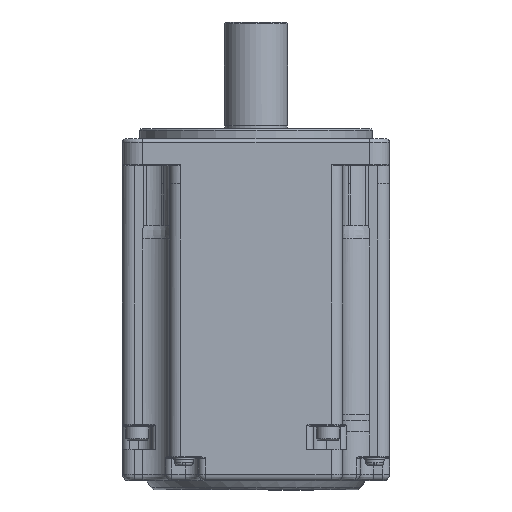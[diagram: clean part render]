
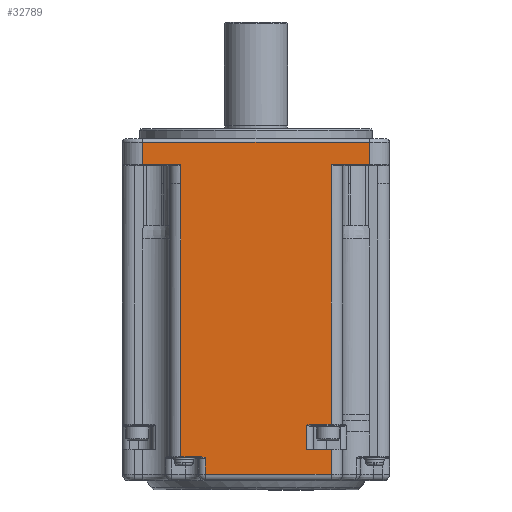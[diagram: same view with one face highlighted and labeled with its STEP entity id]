
A CAD part, front view. The second image highlights one B-rep face of the part: STEP entity #32789.
In plain terms, the highlighted planar face has unit normal (0, -1, 0).
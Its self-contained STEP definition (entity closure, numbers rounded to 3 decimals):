
#413=CARTESIAN_POINT('',(15.2,-40.,-96.));
#414=VERTEX_POINT('',#413);
#422=CARTESIAN_POINT('',(22.5,-40.,-96.));
#423=VERTEX_POINT('',#422);
#424=CARTESIAN_POINT('',(22.5,-40.,-96.));
#425=DIRECTION('',(-1.,0.,0.));
#426=VECTOR('',#425,7.3);
#427=LINE('',#424,#426);
#428=EDGE_CURVE('',#423,#414,#427,.T.);
#1259=CARTESIAN_POINT('',(-15.2,-40.,-103.5));
#1260=VERTEX_POINT('',#1259);
#1268=CARTESIAN_POINT('',(-15.2,-40.,-98.5));
#1269=VERTEX_POINT('',#1268);
#1270=CARTESIAN_POINT('',(-15.2,-40.,-98.5));
#1271=DIRECTION('',(0.,0.,-1.));
#1272=VECTOR('',#1271,5.);
#1273=LINE('',#1270,#1272);
#1274=EDGE_CURVE('',#1269,#1260,#1273,.T.);
#1334=CARTESIAN_POINT('',(22.5,-40.,-103.5));
#1335=VERTEX_POINT('',#1334);
#1343=CARTESIAN_POINT('',(-15.2,-40.,-103.5));
#1344=DIRECTION('',(1.,0.,0.));
#1345=VECTOR('',#1344,37.7);
#1346=LINE('',#1343,#1345);
#1347=EDGE_CURVE('',#1260,#1335,#1346,.T.);
#1357=CARTESIAN_POINT('',(22.5,-40.,-103.5));
#1358=DIRECTION('',(0.,0.,1.));
#1359=VECTOR('',#1358,7.5);
#1360=LINE('',#1357,#1359);
#1361=EDGE_CURVE('',#1335,#423,#1360,.T.);
#2992=CARTESIAN_POINT('',(15.2,-40.,-88.8));
#2993=VERTEX_POINT('',#2992);
#3014=CARTESIAN_POINT('',(15.2,-40.,-96.));
#3015=DIRECTION('',(0.,0.,1.));
#3016=VECTOR('',#3015,7.2);
#3017=LINE('',#3014,#3016);
#3018=EDGE_CURVE('',#414,#2993,#3017,.T.);
#31988=CARTESIAN_POINT('',(-22.5,-40.,-16.47));
#31989=VERTEX_POINT('',#31988);
#32004=CARTESIAN_POINT('',(-22.5,-40.,-98.25));
#32005=VERTEX_POINT('',#32004);
#32013=CARTESIAN_POINT('',(-22.5,-40.,-16.47));
#32014=DIRECTION('',(0.,0.,-1.));
#32015=VECTOR('',#32014,81.78);
#32016=LINE('',#32013,#32015);
#32017=EDGE_CURVE('',#31989,#32005,#32016,.T.);
#32676=CARTESIAN_POINT('',(0.,-40.,-53.75));
#32677=DIRECTION('',(0.,0.,1.));
#32678=DIRECTION('',(0.,-1.,0.));
#32679=AXIS2_PLACEMENT_3D('',#32676,#32678,#32677);
#32680=PLANE('',#32679);
#32681=ORIENTED_EDGE('',*,*,#1274,.T.);
#32682=ORIENTED_EDGE('',*,*,#1347,.T.);
#32683=ORIENTED_EDGE('',*,*,#1361,.T.);
#32684=ORIENTED_EDGE('',*,*,#428,.T.);
#32685=ORIENTED_EDGE('',*,*,#3018,.T.);
#32686=CARTESIAN_POINT('',(16.614,-40.,-88.55));
#32687=VERTEX_POINT('',#32686);
#32688=CARTESIAN_POINT('',(15.2,-40.,-88.8));
#32689=CARTESIAN_POINT('',(15.247,-40.,-88.774));
#32690=CARTESIAN_POINT('',(15.428,-40.,-88.721));
#32691=CARTESIAN_POINT('',(15.722,-40.,-88.666));
#32692=CARTESIAN_POINT('',(15.874,-40.,-88.641));
#32693=CARTESIAN_POINT('',(15.95,-40.,-88.629));
#32694=CARTESIAN_POINT('',(16.026,-40.,-88.617));
#32695=CARTESIAN_POINT('',(16.199,-40.,-88.592));
#32696=CARTESIAN_POINT('',(16.43,-40.,-88.563));
#32697=CARTESIAN_POINT('',(16.571,-40.,-88.551));
#32698=CARTESIAN_POINT('',(16.614,-40.,-88.55));
#32699=B_SPLINE_CURVE_WITH_KNOTS('',3,(#32688,#32689,#32690,#32691,#32692,#32693,#32694,#32695,#32696,#32697,#32698),.UNSPECIFIED.,.F.,.U.,(4,1,1,2,1,1,1,4),(0.,0.25,0.458,0.5,0.583,0.625,0.792,1.),.UNSPECIFIED.);
#32700=EDGE_CURVE('',#2993,#32687,#32699,.T.);
#32701=ORIENTED_EDGE('',*,*,#32700,.T.);
#32702=CARTESIAN_POINT('',(22.5,-40.,-88.55));
#32703=VERTEX_POINT('',#32702);
#32704=CARTESIAN_POINT('',(16.614,-40.,-88.55));
#32705=DIRECTION('',(1.,0.,0.));
#32706=VECTOR('',#32705,5.886);
#32707=LINE('',#32704,#32706);
#32708=EDGE_CURVE('',#32687,#32703,#32707,.T.);
#32709=ORIENTED_EDGE('',*,*,#32708,.T.);
#32710=CARTESIAN_POINT('',(22.5,-40.,-10.7));
#32711=VERTEX_POINT('',#32710);
#32712=CARTESIAN_POINT('',(22.5,-40.,-10.7));
#32713=DIRECTION('',(0.,0.,-1.));
#32714=VECTOR('',#32713,77.85);
#32715=LINE('',#32712,#32714);
#32716=EDGE_CURVE('',#32711,#32703,#32715,.T.);
#32717=ORIENTED_EDGE('',*,*,#32716,.F.);
#32718=CARTESIAN_POINT('',(34.,-40.,-10.7));
#32719=VERTEX_POINT('',#32718);
#32720=CARTESIAN_POINT('',(22.5,-40.,-10.7));
#32721=DIRECTION('',(1.,0.,0.));
#32722=VECTOR('',#32721,11.5);
#32723=LINE('',#32720,#32722);
#32724=EDGE_CURVE('',#32711,#32719,#32723,.T.);
#32725=ORIENTED_EDGE('',*,*,#32724,.T.);
#32726=CARTESIAN_POINT('',(34.,-40.,-4.));
#32727=VERTEX_POINT('',#32726);
#32728=CARTESIAN_POINT('',(34.,-40.,-4.));
#32729=DIRECTION('',(0.,0.,-1.));
#32730=VECTOR('',#32729,6.7);
#32731=LINE('',#32728,#32730);
#32732=EDGE_CURVE('',#32727,#32719,#32731,.T.);
#32733=ORIENTED_EDGE('',*,*,#32732,.F.);
#32734=CARTESIAN_POINT('',(-34.,-40.,-4.));
#32735=VERTEX_POINT('',#32734);
#32736=CARTESIAN_POINT('',(-34.,-40.,-4.));
#32737=DIRECTION('',(1.,0.,0.));
#32738=VECTOR('',#32737,68.);
#32739=LINE('',#32736,#32738);
#32740=EDGE_CURVE('',#32735,#32727,#32739,.T.);
#32741=ORIENTED_EDGE('',*,*,#32740,.F.);
#32742=CARTESIAN_POINT('',(-34.,-40.,-10.7));
#32743=VERTEX_POINT('',#32742);
#32744=CARTESIAN_POINT('',(-34.,-40.,-10.7));
#32745=DIRECTION('',(0.,0.,1.));
#32746=VECTOR('',#32745,6.7);
#32747=LINE('',#32744,#32746);
#32748=EDGE_CURVE('',#32743,#32735,#32747,.T.);
#32749=ORIENTED_EDGE('',*,*,#32748,.F.);
#32750=CARTESIAN_POINT('',(-22.5,-40.,-10.7));
#32751=VERTEX_POINT('',#32750);
#32752=CARTESIAN_POINT('',(-34.,-40.,-10.7));
#32753=DIRECTION('',(1.,0.,0.));
#32754=VECTOR('',#32753,11.5);
#32755=LINE('',#32752,#32754);
#32756=EDGE_CURVE('',#32743,#32751,#32755,.T.);
#32757=ORIENTED_EDGE('',*,*,#32756,.T.);
#32758=CARTESIAN_POINT('',(-22.5,-40.,-16.47));
#32759=DIRECTION('',(0.,0.,1.));
#32760=VECTOR('',#32759,5.77);
#32761=LINE('',#32758,#32760);
#32762=EDGE_CURVE('',#31989,#32751,#32761,.T.);
#32763=ORIENTED_EDGE('',*,*,#32762,.F.);
#32764=ORIENTED_EDGE('',*,*,#32017,.T.);
#32765=CARTESIAN_POINT('',(-16.616,-40.,-98.25));
#32766=VERTEX_POINT('',#32765);
#32767=CARTESIAN_POINT('',(-22.5,-40.,-98.25));
#32768=DIRECTION('',(1.,0.,0.));
#32769=VECTOR('',#32768,5.884);
#32770=LINE('',#32767,#32769);
#32771=EDGE_CURVE('',#32005,#32766,#32770,.T.);
#32772=ORIENTED_EDGE('',*,*,#32771,.T.);
#32773=CARTESIAN_POINT('',(-15.2,-40.,-98.5));
#32774=CARTESIAN_POINT('',(-15.247,-40.,-98.474));
#32775=CARTESIAN_POINT('',(-15.429,-40.,-98.421));
#32776=CARTESIAN_POINT('',(-15.723,-40.,-98.366));
#32777=CARTESIAN_POINT('',(-15.875,-40.,-98.341));
#32778=CARTESIAN_POINT('',(-15.951,-40.,-98.329));
#32779=CARTESIAN_POINT('',(-16.027,-40.,-98.317));
#32780=CARTESIAN_POINT('',(-16.201,-40.,-98.292));
#32781=CARTESIAN_POINT('',(-16.431,-40.,-98.263));
#32782=CARTESIAN_POINT('',(-16.573,-40.,-98.251));
#32783=CARTESIAN_POINT('',(-16.616,-40.,-98.25));
#32784=B_SPLINE_CURVE_WITH_KNOTS('',3,(#32773,#32774,#32775,#32776,#32777,#32778,#32779,#32780,#32781,#32782,#32783),.UNSPECIFIED.,.F.,.U.,(4,1,1,2,1,1,1,4),(0.,0.25,0.458,0.5,0.583,0.625,0.792,1.),.UNSPECIFIED.);
#32785=EDGE_CURVE('',#1269,#32766,#32784,.T.);
#32786=ORIENTED_EDGE('',*,*,#32785,.F.);
#32787=EDGE_LOOP('',(#32681,#32682,#32683,#32684,#32685,#32701,#32709,#32717,#32725,#32733,#32741,#32749,#32757,#32763,#32764,#32772,#32786));
#32788=FACE_OUTER_BOUND('',#32787,.T.);
#32789=ADVANCED_FACE('',(#32788),#32680,.T.);
